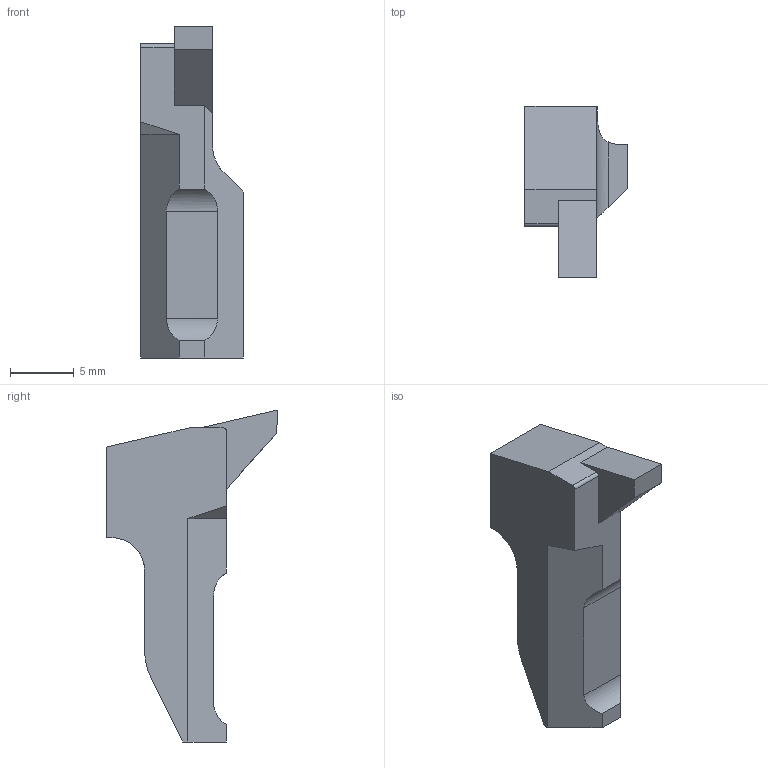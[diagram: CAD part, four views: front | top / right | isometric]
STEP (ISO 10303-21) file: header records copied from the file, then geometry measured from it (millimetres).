
FILE_DESCRIPTION (( 'STEP AP214' ), '1' );
FILE_NAME ('CUT-1451-1-1.STEP', '2023-10-06T09:40:09', ( '' ), ( '' ), 'SwSTEP 2.0', 'SolidWorks 2023', '' );
FILE_SCHEMA (( 'AUTOMOTIVE_DESIGN' ));
Length unit declared in the file: millimetre
Products named in the file (1): CUT-1451-1-1
Bounding box: 8 x 13.43 x 26 mm (x, y, z)
Volume: 826.1 mm3; surface area: 832.2 mm2
Topology: 1 solids, 1 shells, 38 faces, 108 edges, 72 vertices
Faces by surface type: plane 28, cylinder 10
Entity records: 1276 total; most frequent: CARTESIAN_POINT 276, ORIENTED_EDGE 216, DIRECTION 188, EDGE_CURVE 108, LINE 84, VECTOR 84, VERTEX_POINT 72, AXIS2_PLACEMENT_3D 52
